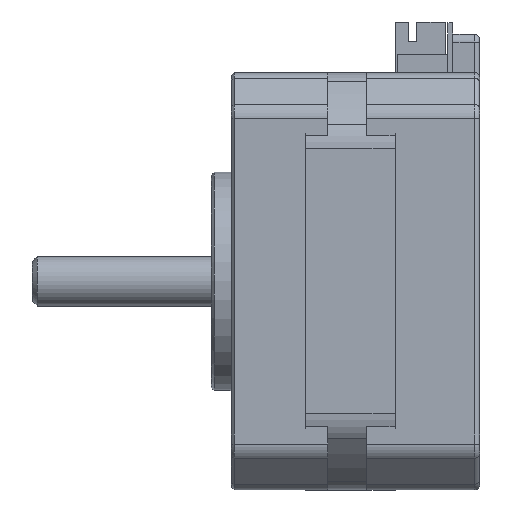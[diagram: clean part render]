
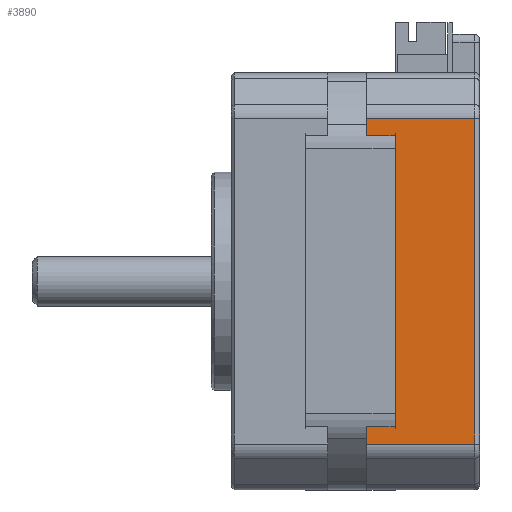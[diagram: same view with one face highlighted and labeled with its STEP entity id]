
A CAD part, left-side view. The second image highlights one B-rep face of the part: STEP entity #3890.
In plain terms, the highlighted planar face has unit normal (-1, 0, 0).
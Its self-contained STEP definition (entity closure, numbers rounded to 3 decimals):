
#73 = ORIENTED_EDGE ( 'NONE', *, *, #16026, .T. ) ;
#338 = CARTESIAN_POINT ( 'NONE',  ( -21., 8.5, 0. ) ) ;
#981 = ORIENTED_EDGE ( 'NONE', *, *, #2859, .T. ) ;
#1981 = CARTESIAN_POINT ( 'NONE',  ( -21., 11.37, 14.641 ) ) ;
#2676 = DIRECTION ( 'NONE',  ( 0., 1., 0. ) ) ;
#2859 = EDGE_CURVE ( 'NONE', #13047, #19726, #9827, .T. ) ;
#3027 = VERTEX_POINT ( 'NONE', #19295 ) ;
#3195 = CARTESIAN_POINT ( 'NONE',  ( -21., 11.37, -14.641 ) ) ;
#3554 = DIRECTION ( 'NONE',  ( 0., -1., 0. ) ) ;
#3890 = ADVANCED_FACE ( 'NONE', ( #15141 ), #16784, .T. ) ;
#3918 = EDGE_CURVE ( 'NONE', #19726, #3027, #15777, .T. ) ;
#4039 = VERTEX_POINT ( 'NONE', #13040 ) ;
#4081 = LINE ( 'NONE', #22433, #14162 ) ;
#4147 = VECTOR ( 'NONE', #23071, 1000. ) ;
#5309 = EDGE_CURVE ( 'NONE', #19704, #4039, #17970, .T. ) ;
#5433 = DIRECTION ( 'NONE',  ( 0., -1., 0. ) ) ;
#5499 = DIRECTION ( 'NONE',  ( 0., -1., 0. ) ) ;
#5605 = VECTOR ( 'NONE', #6875, 1000. ) ;
#5928 = VECTOR ( 'NONE', #5499, 1000. ) ;
#6722 = VECTOR ( 'NONE', #3554, 1000. ) ;
#6755 = ORIENTED_EDGE ( 'NONE', *, *, #10545, .T. ) ;
#6875 = DIRECTION ( 'NONE',  ( 0., 0., 1. ) ) ;
#7515 = VERTEX_POINT ( 'NONE', #21157 ) ;
#7526 = DIRECTION ( 'NONE',  ( -1., 0., 0. ) ) ;
#7577 = LINE ( 'NONE', #12959, #22931 ) ;
#8616 = CARTESIAN_POINT ( 'NONE',  ( -21., 11.37, 14.641 ) ) ;
#9108 = LINE ( 'NONE', #21660, #13054 ) ;
#9827 = LINE ( 'NONE', #22834, #4147 ) ;
#10320 = CARTESIAN_POINT ( 'NONE',  ( -21., 8.5, -16.372 ) ) ;
#10545 = EDGE_CURVE ( 'NONE', #4039, #19004, #4081, .T. ) ;
#10847 = EDGE_CURVE ( 'NONE', #13047, #19004, #9108, .T. ) ;
#12148 = CARTESIAN_POINT ( 'NONE',  ( -21., 11.37, 16.372 ) ) ;
#12959 = CARTESIAN_POINT ( 'NONE',  ( -21., 11.37, 0. ) ) ;
#13040 = CARTESIAN_POINT ( 'NONE',  ( -21., 8.5, 14.641 ) ) ;
#13047 = VERTEX_POINT ( 'NONE', #3195 ) ;
#13054 = VECTOR ( 'NONE', #5433, 1000. ) ;
#13086 = DIRECTION ( 'NONE',  ( 0., 0., -1. ) ) ;
#13330 = CARTESIAN_POINT ( 'NONE',  ( -21., 8.5, -14.641 ) ) ;
#14162 = VECTOR ( 'NONE', #13086, 1000. ) ;
#14331 = EDGE_LOOP ( 'NONE', ( #15929, #17363, #16558, #73, #17831, #6755, #17854, #981 ) ) ;
#15141 = FACE_OUTER_BOUND ( 'NONE', #14331, .T. ) ;
#15777 = LINE ( 'NONE', #10320, #6722 ) ;
#15929 = ORIENTED_EDGE ( 'NONE', *, *, #3918, .T. ) ;
#15936 = LINE ( 'NONE', #23115, #5605 ) ;
#16026 = EDGE_CURVE ( 'NONE', #16513, #19704, #7577, .T. ) ;
#16513 = VERTEX_POINT ( 'NONE', #21882 ) ;
#16558 = ORIENTED_EDGE ( 'NONE', *, *, #17059, .T. ) ;
#16784 = PLANE ( 'NONE',  #16959 ) ;
#16959 = AXIS2_PLACEMENT_3D ( 'NONE', #338, #7526, #22010 ) ;
#17059 = EDGE_CURVE ( 'NONE', #7515, #16513, #20671, .T. ) ;
#17363 = ORIENTED_EDGE ( 'NONE', *, *, #22478, .T. ) ;
#17831 = ORIENTED_EDGE ( 'NONE', *, *, #5309, .T. ) ;
#17854 = ORIENTED_EDGE ( 'NONE', *, *, #10847, .F. ) ;
#17970 = LINE ( 'NONE', #1981, #5928 ) ;
#19004 = VERTEX_POINT ( 'NONE', #13330 ) ;
#19295 = CARTESIAN_POINT ( 'NONE',  ( -21., 0.5, -16.372 ) ) ;
#19704 = VERTEX_POINT ( 'NONE', #8616 ) ;
#19726 = VERTEX_POINT ( 'NONE', #22734 ) ;
#20671 = LINE ( 'NONE', #12148, #22248 ) ;
#21157 = CARTESIAN_POINT ( 'NONE',  ( -21., 0.5, 16.372 ) ) ;
#21660 = CARTESIAN_POINT ( 'NONE',  ( -21., 11.37, -14.641 ) ) ;
#21691 = DIRECTION ( 'NONE',  ( 0., 0., -1. ) ) ;
#21882 = CARTESIAN_POINT ( 'NONE',  ( -21., 11.37, 16.372 ) ) ;
#22010 = DIRECTION ( 'NONE',  ( 0., 0., 1. ) ) ;
#22248 = VECTOR ( 'NONE', #2676, 1000. ) ;
#22433 = CARTESIAN_POINT ( 'NONE',  ( -21., 8.5, 0. ) ) ;
#22478 = EDGE_CURVE ( 'NONE', #3027, #7515, #15936, .T. ) ;
#22734 = CARTESIAN_POINT ( 'NONE',  ( -21., 11.37, -16.372 ) ) ;
#22834 = CARTESIAN_POINT ( 'NONE',  ( -21., 11.37, 0. ) ) ;
#22931 = VECTOR ( 'NONE', #21691, 1000. ) ;
#23071 = DIRECTION ( 'NONE',  ( 0., 0., -1. ) ) ;
#23115 = CARTESIAN_POINT ( 'NONE',  ( -21., 0.5, 16.372 ) ) ;
